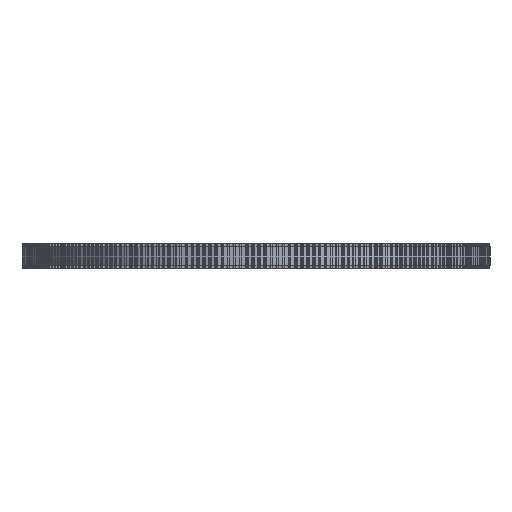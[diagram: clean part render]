
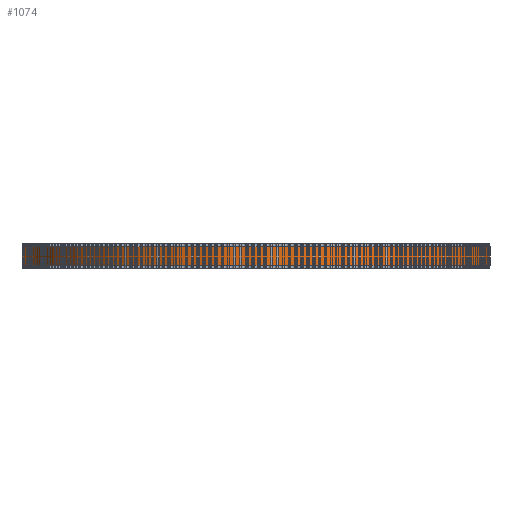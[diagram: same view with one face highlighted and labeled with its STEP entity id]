
A CAD part, left-side view. The second image highlights one B-rep face of the part: STEP entity #1074.
In plain terms, the highlighted cylindrical face has radius 75.758 mm (diameter 151.516 mm), a full revolution.
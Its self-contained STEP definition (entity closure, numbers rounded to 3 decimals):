
#97=FACE_BOUND('',#3936,.T.);
#98=FACE_BOUND('',#3937,.T.);
#1074=ADVANCED_FACE('',(#97,#98),#2027,.T.);
#2027=CYLINDRICAL_SURFACE('',#21087,75.758);
#3936=EDGE_LOOP('',(#11554));
#3937=EDGE_LOOP('',(#11555));
#11554=ORIENTED_EDGE('',*,*,#16318,.T.);
#11555=ORIENTED_EDGE('',*,*,#16319,.T.);
#13460=VERTEX_POINT('',#33480);
#13461=VERTEX_POINT('',#33482);
#16318=EDGE_CURVE('',#13460,#13460,#18224,.T.);
#16319=EDGE_CURVE('',#13461,#13461,#18225,.T.);
#18224=CIRCLE('',#21085,75.758);
#18225=CIRCLE('',#21086,75.758);
#21085=AXIS2_PLACEMENT_3D('',#33479,#27758,#27759);
#21086=AXIS2_PLACEMENT_3D('',#33481,#27760,#27761);
#21087=AXIS2_PLACEMENT_3D('',#33483,#27762,#27763);
#27758=DIRECTION('',(0.,0.,1.));
#27759=DIRECTION('',(1.,0.,0.));
#27760=DIRECTION('',(0.,0.,-1.));
#27761=DIRECTION('',(1.,0.,0.));
#27762=DIRECTION('',(0.,0.,1.));
#27763=DIRECTION('',(1.,0.,0.));
#33479=CARTESIAN_POINT('',(0.,0.,1.));
#33480=CARTESIAN_POINT('',(75.758,0.,1.));
#33481=CARTESIAN_POINT('',(0.,0.,7.));
#33482=CARTESIAN_POINT('',(75.758,0.,7.));
#33483=CARTESIAN_POINT('',(0.,0.,1.));
